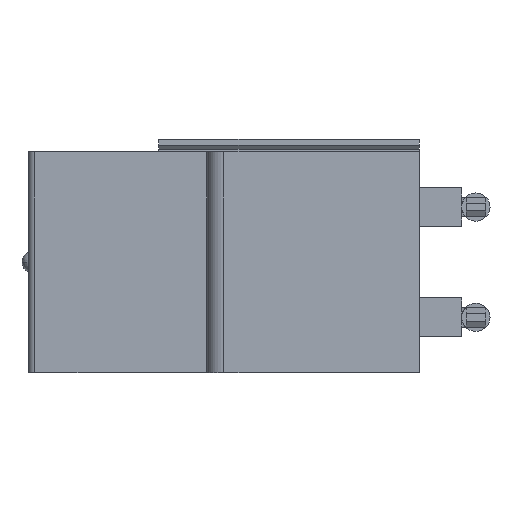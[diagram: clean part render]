
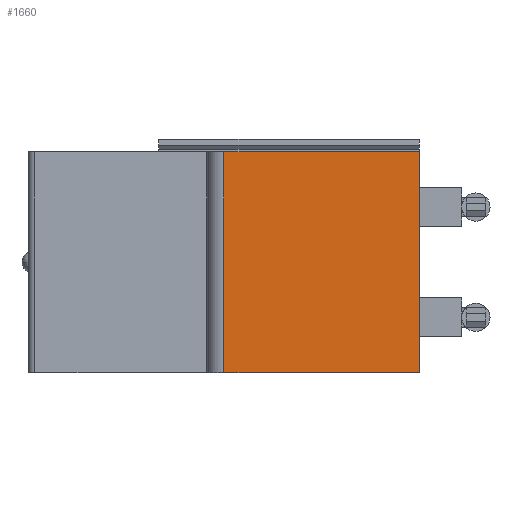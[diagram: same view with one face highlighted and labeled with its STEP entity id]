
A CAD part, front view. The second image highlights one B-rep face of the part: STEP entity #1660.
In plain terms, the highlighted face is planar.
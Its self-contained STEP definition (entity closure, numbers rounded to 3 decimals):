
#1270=CARTESIAN_POINT('',(-45.697,80.656
   ,-10.));
#1280=DIRECTION('',(-1.,0.,
   0.));
#1290=DIRECTION('',(0.,-1.,
   0.));
#1300=AXIS2_PLACEMENT_3D('',#1270,#1280,#1290);
#1310=PLANE('',#1300);
#1320=CARTESIAN_POINT('',(-45.697,0.
   ,-2.46));
#1330=DIRECTION('',(0.,-1.,
   0.));
#1340=VECTOR('',#1330,1.);
#1350=LINE('',#1320,#1340);
#1360=CARTESIAN_POINT('',(-45.697,84.486
   ,-2.46));
#1370=VERTEX_POINT('',#1360);
#1380=CARTESIAN_POINT('',(-45.697,75.486
   ,-2.46));
#1390=VERTEX_POINT('',#1380);
#1400=EDGE_CURVE('',#1370,#1390,#1350,.T.);
#1410=ORIENTED_EDGE('',*,*,#1400,.F.);
#1420=CARTESIAN_POINT('',(-45.697,75.486
   ,-10.));
#1430=DIRECTION('',(0.,0.,
   -1.));
#1440=VECTOR('',#1430,1.);
#1450=LINE('',#1420,#1440);
#1460=CARTESIAN_POINT('',(-45.697,75.486
   ,-12.62));
#1470=VERTEX_POINT('',#1460);
#1480=EDGE_CURVE('',#1390,#1470,#1450,.T.);
#1490=ORIENTED_EDGE('',*,*,#1480,.F.);
#1500=CARTESIAN_POINT('',(-45.697,0.
   ,-12.62));
#1510=DIRECTION('',(0.,-1.,
   0.));
#1520=VECTOR('',#1510,1.);
#1530=LINE('',#1500,#1520);
#1540=CARTESIAN_POINT('',(-45.697,84.486
   ,-12.62));
#1550=VERTEX_POINT('',#1540);
#1560=EDGE_CURVE('',#1550,#1470,#1530,.T.);
#1570=ORIENTED_EDGE('',*,*,#1560,.T.);
#1580=CARTESIAN_POINT('',(-45.697,84.486
   ,-10.));
#1590=DIRECTION('',(0.,0.,
   1.));
#1600=VECTOR('',#1590,1.);
#1610=LINE('',#1580,#1600);
#1620=EDGE_CURVE('',#1550,#1370,#1610,.T.);
#1630=ORIENTED_EDGE('',*,*,#1620,.F.);
#1640=EDGE_LOOP('',(#1630,#1570,#1490,#1410));
#1650=FACE_OUTER_BOUND('',#1640,.T.);
#1660=ADVANCED_FACE('',(#1650),#1310,.T.);
